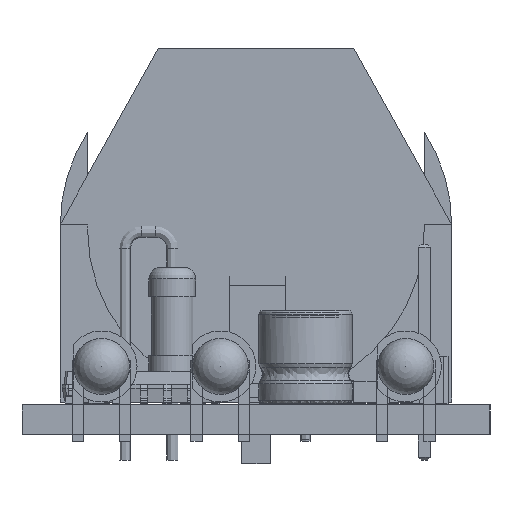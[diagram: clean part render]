
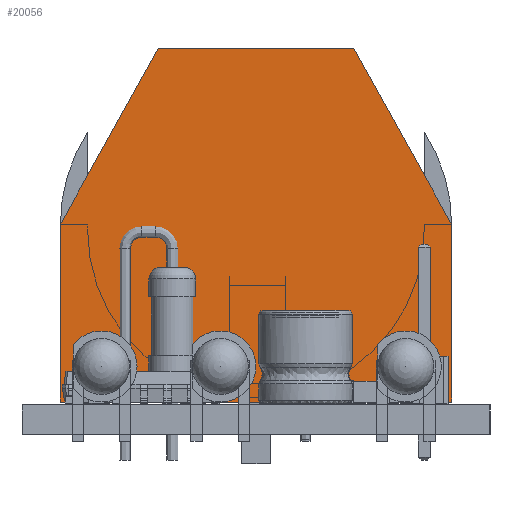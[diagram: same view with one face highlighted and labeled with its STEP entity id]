
A CAD part, left-side view. The second image highlights one B-rep face of the part: STEP entity #20056.
In plain terms, the highlighted planar face has unit normal (-1, 0, 0).
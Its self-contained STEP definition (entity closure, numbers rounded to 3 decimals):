
#19478 = VERTEX_POINT('',#19479);
#19479 = CARTESIAN_POINT('',(-3.17,-10.447,9.6));
#19485 = EDGE_CURVE('',#19478,#19486,#19488,.T.);
#19486 = VERTEX_POINT('',#19487);
#19487 = CARTESIAN_POINT('',(-3.17,-10.45,9.6));
#19488 = LINE('',#19489,#19490);
#19489 = CARTESIAN_POINT('',(-3.17,10.45,9.6));
#19490 = VECTOR('',#19491,1.);
#19491 = DIRECTION('',(0.,-1.,0.));
#19755 = VERTEX_POINT('',#19756);
#19756 = CARTESIAN_POINT('',(-3.17,10.45,9.6));
#19762 = EDGE_CURVE('',#19755,#19763,#19765,.T.);
#19763 = VERTEX_POINT('',#19764);
#19764 = CARTESIAN_POINT('',(-3.17,10.447,9.6));
#19765 = LINE('',#19766,#19767);
#19766 = CARTESIAN_POINT('',(-3.17,10.45,9.6));
#19767 = VECTOR('',#19768,1.);
#19768 = DIRECTION('',(0.,-1.,0.));
#19837 = VERTEX_POINT('',#19838);
#19838 = CARTESIAN_POINT('',(-3.17,5.225,19.));
#19844 = EDGE_CURVE('',#19837,#19763,#19845,.T.);
#19845 = LINE('',#19846,#19847);
#19846 = CARTESIAN_POINT('',(-3.17,9.164,11.91));
#19847 = VECTOR('',#19848,1.);
#19848 = DIRECTION('',(0.,0.486,-0.874));
#19859 = EDGE_CURVE('',#19478,#19860,#19862,.T.);
#19860 = VERTEX_POINT('',#19861);
#19861 = CARTESIAN_POINT('',(-3.17,-5.225,19.));
#19862 = LINE('',#19863,#19864);
#19863 = CARTESIAN_POINT('',(-3.17,-6.699,16.346));
#19864 = VECTOR('',#19865,1.);
#19865 = DIRECTION('',(0.,0.486,0.874));
#19885 = EDGE_CURVE('',#19837,#19860,#19886,.T.);
#19886 = LINE('',#19887,#19888);
#19887 = CARTESIAN_POINT('',(-3.17,10.45,19.));
#19888 = VECTOR('',#19889,1.);
#19889 = DIRECTION('',(0.,-1.,0.));
#20056 = ADVANCED_FACE('',(#20057),#20086,.T.);
#20057 = FACE_BOUND('',#20058,.T.);
#20058 = EDGE_LOOP('',(#20059,#20069,#20075,#20076,#20077,#20078,#20079,
    #20080));
#20059 = ORIENTED_EDGE('',*,*,#20060,.T.);
#20060 = EDGE_CURVE('',#20061,#20063,#20065,.T.);
#20061 = VERTEX_POINT('',#20062);
#20062 = CARTESIAN_POINT('',(-3.17,10.45,0.1));
#20063 = VERTEX_POINT('',#20064);
#20064 = CARTESIAN_POINT('',(-3.17,-10.45,0.1));
#20065 = LINE('',#20066,#20067);
#20066 = CARTESIAN_POINT('',(-3.17,10.45,0.1));
#20067 = VECTOR('',#20068,1.);
#20068 = DIRECTION('',(0.,-1.,0.));
#20069 = ORIENTED_EDGE('',*,*,#20070,.T.);
#20070 = EDGE_CURVE('',#20063,#19486,#20071,.T.);
#20071 = LINE('',#20072,#20073);
#20072 = CARTESIAN_POINT('',(-3.17,-10.45,0.1));
#20073 = VECTOR('',#20074,1.);
#20074 = DIRECTION('',(0.,0.,1.));
#20075 = ORIENTED_EDGE('',*,*,#19485,.F.);
#20076 = ORIENTED_EDGE('',*,*,#19859,.T.);
#20077 = ORIENTED_EDGE('',*,*,#19885,.F.);
#20078 = ORIENTED_EDGE('',*,*,#19844,.T.);
#20079 = ORIENTED_EDGE('',*,*,#19762,.F.);
#20080 = ORIENTED_EDGE('',*,*,#20081,.F.);
#20081 = EDGE_CURVE('',#20061,#19755,#20082,.T.);
#20082 = LINE('',#20083,#20084);
#20083 = CARTESIAN_POINT('',(-3.17,10.45,0.1));
#20084 = VECTOR('',#20085,1.);
#20085 = DIRECTION('',(0.,0.,1.));
#20086 = PLANE('',#20087);
#20087 = AXIS2_PLACEMENT_3D('',#20088,#20089,#20090);
#20088 = CARTESIAN_POINT('',(-3.17,0.,8.355));
#20089 = DIRECTION('',(-1.,0.,0.));
#20090 = DIRECTION('',(0.,-1.,0.));
